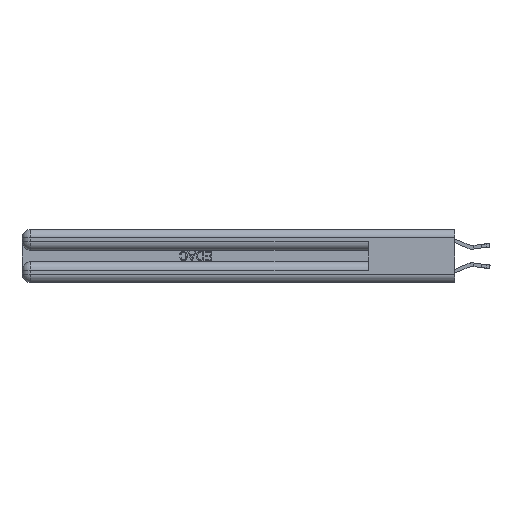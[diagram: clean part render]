
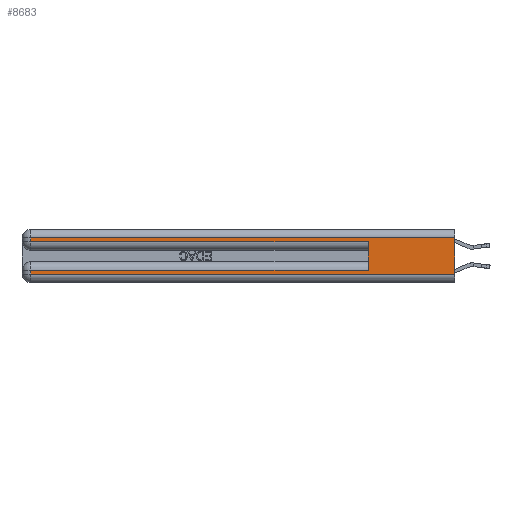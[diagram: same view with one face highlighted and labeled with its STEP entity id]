
A CAD part, left-side view. The second image highlights one B-rep face of the part: STEP entity #8683.
In plain terms, the highlighted planar face has unit normal (-1, 0, 0).
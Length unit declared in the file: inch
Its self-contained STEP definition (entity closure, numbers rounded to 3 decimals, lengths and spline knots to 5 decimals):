
#51 = VERTEX_POINT ( 'NONE', #30975 ) ;
#136 = DIRECTION ( 'NONE',  ( 0., 0., -1. ) ) ;
#217 = ORIENTED_EDGE ( 'NONE', *, *, #12694, .T. ) ;
#264 = CARTESIAN_POINT ( 'NONE',  ( 0., 0., 0.285 ) ) ;
#361 = VECTOR ( 'NONE', #2689, 39.37008 ) ;
#363 = LINE ( 'NONE', #5826, #20025 ) ;
#1061 = VERTEX_POINT ( 'NONE', #17237 ) ;
#1086 = VECTOR ( 'NONE', #31599, 39.37008 ) ;
#1350 = EDGE_CURVE ( 'NONE', #51, #24543, #6273, .T. ) ;
#2027 = CARTESIAN_POINT ( 'NONE',  ( 0., 0.6, 0.085 ) ) ;
#2242 = LINE ( 'NONE', #7230, #28215 ) ;
#2492 = AXIS2_PLACEMENT_3D ( 'NONE', #16331, #22091, #23749 ) ;
#2689 = DIRECTION ( 'NONE',  ( 0., -1., 0. ) ) ;
#2862 = CARTESIAN_POINT ( 'NONE',  ( 0., 0., 0.085 ) ) ;
#3651 = CARTESIAN_POINT ( 'NONE',  ( 0., 0., 0.06 ) ) ;
#4522 = LINE ( 'NONE', #24649, #16682 ) ;
#5432 = CARTESIAN_POINT ( 'NONE',  ( 0., 0.6, 0.285 ) ) ;
#5826 = CARTESIAN_POINT ( 'NONE',  ( 0., 0., 0.06 ) ) ;
#6273 = LINE ( 'NONE', #31223, #30955 ) ;
#6743 = ORIENTED_EDGE ( 'NONE', *, *, #8965, .F. ) ;
#7230 = CARTESIAN_POINT ( 'NONE',  ( 0., 0.6, 0.145 ) ) ;
#7727 = LINE ( 'NONE', #17547, #1086 ) ;
#7794 = ORIENTED_EDGE ( 'NONE', *, *, #13309, .T. ) ;
#8031 = EDGE_CURVE ( 'NONE', #21151, #27489, #14796, .T. ) ;
#8683 = ADVANCED_FACE ( 'NONE', ( #23588 ), #11338, .F. ) ;
#8965 = EDGE_CURVE ( 'NONE', #24736, #15831, #2242, .T. ) ;
#9248 = EDGE_CURVE ( 'NONE', #1061, #15831, #19433, .T. ) ;
#9854 = CARTESIAN_POINT ( 'NONE',  ( 0., 2.94, 0.31 ) ) ;
#10123 = CARTESIAN_POINT ( 'NONE',  ( 0., 0., 0.37 ) ) ;
#10287 = DIRECTION ( 'NONE',  ( 0., 0., -1. ) ) ;
#10894 = ORIENTED_EDGE ( 'NONE', *, *, #21454, .T. ) ;
#11338 = PLANE ( 'NONE',  #2492 ) ;
#12669 = DIRECTION ( 'NONE',  ( 0., 1., 0. ) ) ;
#12694 = EDGE_CURVE ( 'NONE', #24543, #27489, #363, .T. ) ;
#13309 = EDGE_CURVE ( 'NONE', #24736, #51, #15083, .T. ) ;
#13789 = CARTESIAN_POINT ( 'NONE',  ( 0., 2.94, 0.06 ) ) ;
#14796 = LINE ( 'NONE', #10123, #31239 ) ;
#15083 = LINE ( 'NONE', #2862, #22089 ) ;
#15357 = EDGE_CURVE ( 'NONE', #18049, #1061, #7727, .T. ) ;
#15831 = VERTEX_POINT ( 'NONE', #5432 ) ;
#16331 = CARTESIAN_POINT ( 'NONE',  ( 0., 0., 0.37 ) ) ;
#16544 = ORIENTED_EDGE ( 'NONE', *, *, #8031, .F. ) ;
#16682 = VECTOR ( 'NONE', #26419, 39.37008 ) ;
#17003 = CARTESIAN_POINT ( 'NONE',  ( 0., 0., 0.31 ) ) ;
#17237 = CARTESIAN_POINT ( 'NONE',  ( 0., 2.94, 0.285 ) ) ;
#17453 = ORIENTED_EDGE ( 'NONE', *, *, #9248, .T. ) ;
#17547 = CARTESIAN_POINT ( 'NONE',  ( 0., 2.94, 0.37 ) ) ;
#18049 = VERTEX_POINT ( 'NONE', #9854 ) ;
#19433 = LINE ( 'NONE', #264, #361 ) ;
#20025 = VECTOR ( 'NONE', #25175, 39.37008 ) ;
#21151 = VERTEX_POINT ( 'NONE', #17003 ) ;
#21454 = EDGE_CURVE ( 'NONE', #21151, #18049, #4522, .T. ) ;
#22089 = VECTOR ( 'NONE', #12669, 39.37008 ) ;
#22091 = DIRECTION ( 'NONE',  ( 1., 0., 0. ) ) ;
#23588 = FACE_OUTER_BOUND ( 'NONE', #28527, .T. ) ;
#23749 = DIRECTION ( 'NONE',  ( 0., 0., -1. ) ) ;
#24344 = ORIENTED_EDGE ( 'NONE', *, *, #1350, .T. ) ;
#24543 = VERTEX_POINT ( 'NONE', #13789 ) ;
#24649 = CARTESIAN_POINT ( 'NONE',  ( 0., 0., 0.31 ) ) ;
#24736 = VERTEX_POINT ( 'NONE', #2027 ) ;
#25175 = DIRECTION ( 'NONE',  ( 0., -1., 0. ) ) ;
#26419 = DIRECTION ( 'NONE',  ( 0., 1., 0. ) ) ;
#27489 = VERTEX_POINT ( 'NONE', #3651 ) ;
#28215 = VECTOR ( 'NONE', #31711, 39.37008 ) ;
#28461 = ORIENTED_EDGE ( 'NONE', *, *, #15357, .T. ) ;
#28527 = EDGE_LOOP ( 'NONE', ( #16544, #10894, #28461, #17453, #6743, #7794, #24344, #217 ) ) ;
#30955 = VECTOR ( 'NONE', #136, 39.37008 ) ;
#30975 = CARTESIAN_POINT ( 'NONE',  ( 0., 2.94, 0.085 ) ) ;
#31223 = CARTESIAN_POINT ( 'NONE',  ( 0., 2.94, 0.37 ) ) ;
#31239 = VECTOR ( 'NONE', #10287, 39.37008 ) ;
#31599 = DIRECTION ( 'NONE',  ( 0., 0., -1. ) ) ;
#31711 = DIRECTION ( 'NONE',  ( 0., 0., 1. ) ) ;
